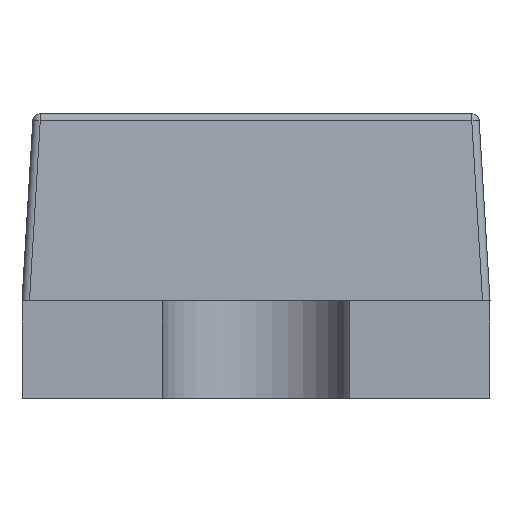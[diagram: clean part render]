
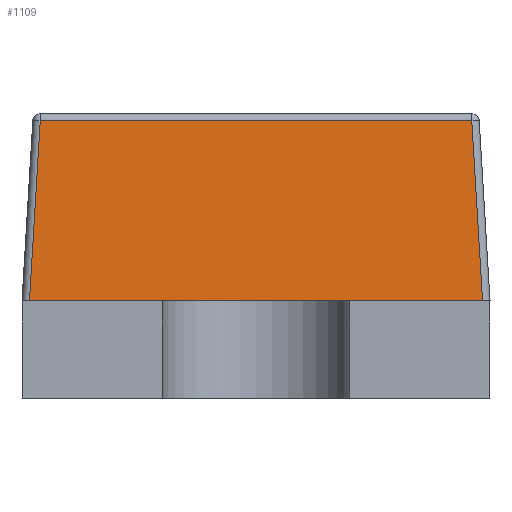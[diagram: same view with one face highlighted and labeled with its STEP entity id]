
A CAD part, front view. The second image highlights one B-rep face of the part: STEP entity #1109.
In plain terms, the highlighted planar face has unit normal (0, -0.999, 0.052).
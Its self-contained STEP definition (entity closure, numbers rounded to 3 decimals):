
#89 = EDGE_LOOP ( 'NONE', ( #203, #205, #204, #206 ) ) ;
#106 = VERTEX_POINT ( 'NONE', #418 ) ;
#109 = VERTEX_POINT ( 'NONE', #368 ) ;
#128 = VERTEX_POINT ( 'NONE', #399 ) ;
#131 = VERTEX_POINT ( 'NONE', #410 ) ;
#203 = ORIENTED_EDGE ( 'NONE', *, *, #1183, .T. ) ;
#204 = ORIENTED_EDGE ( 'NONE', *, *, #1061, .T. ) ;
#205 = ORIENTED_EDGE ( 'NONE', *, *, #1044, .T. ) ;
#206 = ORIENTED_EDGE ( 'NONE', *, *, #1066, .T. ) ;
#368 = CARTESIAN_POINT ( 'NONE',  ( -0.605, -0.625, 0.25 ) ) ;
#399 = CARTESIAN_POINT ( 'NONE',  ( 0.576, -0.6, 0.731 ) ) ;
#410 = CARTESIAN_POINT ( 'NONE',  ( 0.605, -0.625, 0.25 ) ) ;
#418 = CARTESIAN_POINT ( 'NONE',  ( -0.576, -0.6, 0.731 ) ) ;
#426 = CARTESIAN_POINT ( 'NONE',  ( 0.575, -0.599, 0.749 ) ) ;
#439 = DIRECTION ( 'NONE',  ( -0.06, 0.052, 0.997 ) ) ;
#541 = DIRECTION ( 'NONE',  ( -0.06, -0.052, -0.997 ) ) ;
#561 = CARTESIAN_POINT ( 'NONE',  ( -0.595, -0.6, 0.731 ) ) ;
#562 = CARTESIAN_POINT ( 'NONE',  ( -0.605, -0.625, 0.249 ) ) ;
#565 = DIRECTION ( 'NONE',  ( -1., 0., 0. ) ) ;
#613 = LINE ( 'NONE', #426, #884 ) ;
#638 = LINE ( 'NONE', #561, #837 ) ;
#647 = LINE ( 'NONE', #562, #843 ) ;
#692 = FACE_OUTER_BOUND ( 'NONE', #89, .T. ) ;
#798 = LINE ( 'NONE', #1498, #1015 ) ;
#837 = VECTOR ( 'NONE', #565, 1000. ) ;
#843 = VECTOR ( 'NONE', #541, 1000. ) ;
#884 = VECTOR ( 'NONE', #439, 1000. ) ;
#896 = AXIS2_PLACEMENT_3D ( 'NONE', #1299, #1421, #1426 ) ;
#1015 = VECTOR ( 'NONE', #1505, 1000. ) ;
#1044 = EDGE_CURVE ( 'NONE', #131, #128, #613, .T. ) ;
#1061 = EDGE_CURVE ( 'NONE', #128, #106, #638, .T. ) ;
#1066 = EDGE_CURVE ( 'NONE', #106, #109, #647, .T. ) ;
#1109 = ADVANCED_FACE ( 'NONE', ( #692 ), #1351, .F. ) ;
#1183 = EDGE_CURVE ( 'NONE', #109, #131, #798, .T. ) ;
#1299 = CARTESIAN_POINT ( 'NONE',  ( 0., -0.599, 0.75 ) ) ;
#1351 = PLANE ( 'NONE',  #896 ) ;
#1421 = DIRECTION ( 'NONE',  ( 0., 0.999, -0.052 ) ) ;
#1426 = DIRECTION ( 'NONE',  ( 0., 0.052, 0.999 ) ) ;
#1498 = CARTESIAN_POINT ( 'NONE',  ( -0.626, -0.625, 0.25 ) ) ;
#1505 = DIRECTION ( 'NONE',  ( 1., 0., 0. ) ) ;
